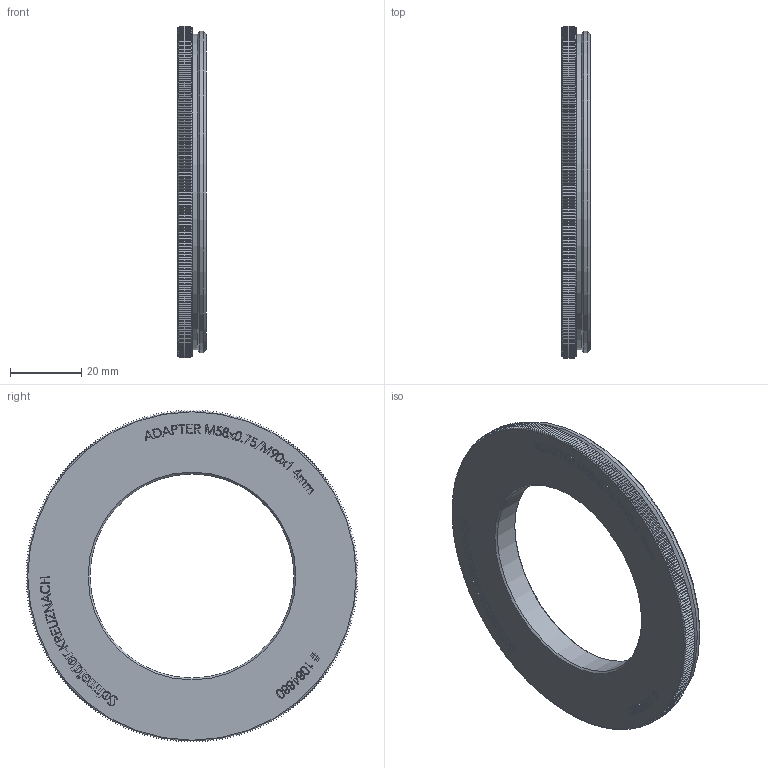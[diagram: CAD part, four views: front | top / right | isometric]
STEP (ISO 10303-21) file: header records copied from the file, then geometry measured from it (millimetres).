
FILE_DESCRIPTION(/* description */ (''),/* implementation_level */ '2;1');
FILE_NAME(/* name */ '1084880_00166899_001.stp',/* time_stamp */ '2022-04-26T10:42:26+02:00',/* author */ (''),/* organization */ (''),/* preprocessor_version */ 'ST-DEVELOPER v16',/* originating_system */ 'SIEMENS PLM Software NX 10.0',/* authorisation */ '');
FILE_SCHEMA (('AP203_CONFIGURATION_CONTROLLED_3D_DESIGN_OF_MECHANICAL_PARTS_AND_ASSEMBLIES_MIM_LF { 1 0 10303 403 2 1 2}'));
Length unit declared in the file: millimetre
Products named in the file (1): Froe4A5091FExlc9
Bounding box: 7.9 x 93 x 93 mm (x, y, z)
Volume: 29373.4 mm3; surface area: 12316.4 mm2
Topology: 1 solids, 1 shells, 1364 faces, 3842 edges, 2559 vertices
Faces by surface type: plane 1128, extrusion 227, cone 6, cylinder 3
Full cylindrical faces by diameter (mm): 57.188 x1, 88.5 x1, 90 x1
Entity records: 51006 total; most frequent: CARTESIAN_POINT 21447, ORIENTED_EDGE 7656, EDGE_CURVE 3828, DIRECTION 3434, B_SPLINE_CURVE_WITH_KNOTS 3135, VERTEX_POINT 2559, EDGE_LOOP 1459, ADVANCED_FACE 1364
